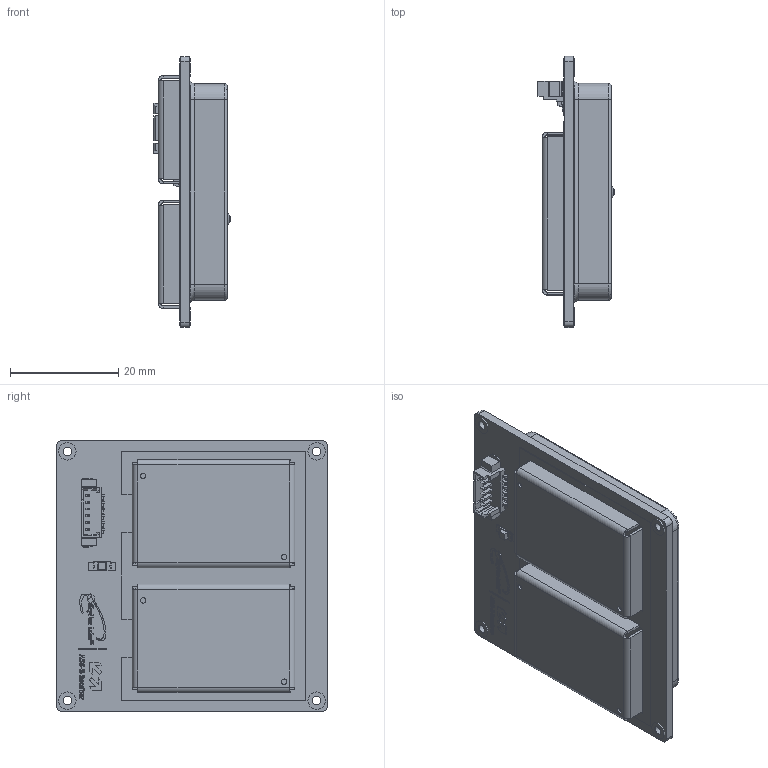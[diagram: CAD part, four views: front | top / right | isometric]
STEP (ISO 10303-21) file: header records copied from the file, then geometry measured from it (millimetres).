
FILE_DESCRIPTION(/* description */ (''),/* implementation_level */ '2;1');
FILE_NAME('');
FILE_SCHEMA (('AUTOMOTIVE_DESIGN { 1 0 10303 214 3 1 1 }'));
Length unit declared in the file: millimetre
Products named in the file (12): patch4040_1; patch4040_2; patch4040; pqADS-B PCB; CU; pcb; Pico-Blade 53398-0671; Součást9; shield; glue; logo pqads; pqADS-B
Bounding box: 14.03 x 50 x 50 mm (x, y, z)
Volume: 16256.1 mm3; surface area: 18337.1 mm2
Topology: 55 solids, 57 shells, 1018 faces, 2507 edges, 1624 vertices
Faces by surface type: plane 812, bspline 113, cylinder 81, torus 11, cone 1
Full cylindrical faces by diameter (mm): 1 x4, 1.05 x2, 1.608 x8, 3.216 x4
Entity records: 36928 total; most frequent: CARTESIAN_POINT 14365, ORIENTED_EDGE 4730, DIRECTION 4050, EDGE_CURVE 2365, LINE 1988, VECTOR 1988, VERTEX_POINT 1548, EDGE_LOOP 1053
